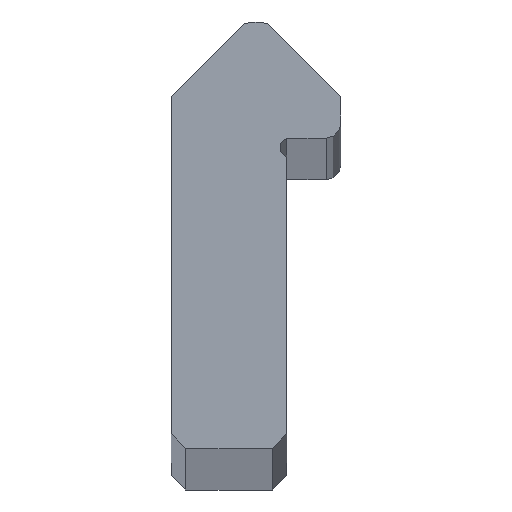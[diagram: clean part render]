
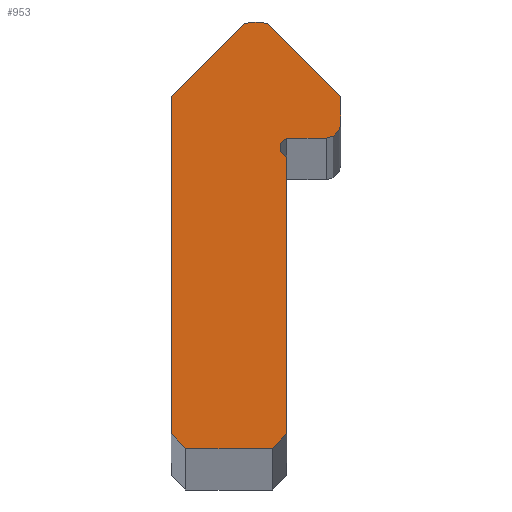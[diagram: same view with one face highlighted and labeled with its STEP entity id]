
A CAD part, top view. The second image highlights one B-rep face of the part: STEP entity #953.
In plain terms, the highlighted planar face has unit normal (0, 0, 1).
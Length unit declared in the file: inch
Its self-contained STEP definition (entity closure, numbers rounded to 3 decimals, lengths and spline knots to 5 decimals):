
#3 = DIRECTION ( 'NONE',  ( 0.707, 0.707, 0. ) ) ;
#8 = DIRECTION ( 'NONE',  ( -1., 0., 0. ) ) ;
#10 = CARTESIAN_POINT ( 'NONE',  ( 0.02475, -0.02475, 0. ) ) ;
#63 = VECTOR ( 'NONE', #305, 39.37008 ) ;
#75 = VERTEX_POINT ( 'NONE', #650 ) ;
#141 = ORIENTED_EDGE ( 'NONE', *, *, #201, .T. ) ;
#162 = CARTESIAN_POINT ( 'NONE',  ( 0., -0.08485, 0. ) ) ;
#171 = LINE ( 'NONE', #2073, #2093 ) ;
#201 = EDGE_CURVE ( 'NONE', #1066, #1591, #1433, .T. ) ;
#221 = CARTESIAN_POINT ( 'NONE',  ( -0.1709, -0.1709, 0. ) ) ;
#305 = DIRECTION ( 'NONE',  ( -0.707, 0.707, 0. ) ) ;
#314 = CIRCLE ( 'NONE', #1472, 0.065 ) ;
#334 = VERTEX_POINT ( 'NONE', #524 ) ;
#353 = VERTEX_POINT ( 'NONE', #1402 ) ;
#377 = ORIENTED_EDGE ( 'NONE', *, *, #652, .T. ) ;
#381 = VERTEX_POINT ( 'NONE', #10 ) ;
#384 = CARTESIAN_POINT ( 'NONE',  ( -0.1709, -0.1709, 0. ) ) ;
#401 = EDGE_CURVE ( 'NONE', #353, #2239, #1870, .T. ) ;
#404 = EDGE_CURVE ( 'NONE', #514, #75, #1745, .T. ) ;
#425 = CARTESIAN_POINT ( 'NONE',  ( 0.0625, -0.85193, 0. ) ) ;
#443 = CARTESIAN_POINT ( 'NONE',  ( 0.1415, -0.17686, 0. ) ) ;
#514 = VERTEX_POINT ( 'NONE', #1823 ) ;
#524 = CARTESIAN_POINT ( 'NONE',  ( -0.1715, -0.85193, 0. ) ) ;
#538 = VECTOR ( 'NONE', #1888, 39.37008 ) ;
#541 = VECTOR ( 'NONE', #3, 39.37008 ) ;
#543 = LINE ( 'NONE', #1552, #614 ) ;
#544 = ORIENTED_EDGE ( 'NONE', *, *, #2430, .T. ) ;
#587 = CARTESIAN_POINT ( 'NONE',  ( 0.1415, -0.25493, 0. ) ) ;
#614 = VECTOR ( 'NONE', #1580, 39.37008 ) ;
#643 = VERTEX_POINT ( 'NONE', #587 ) ;
#650 = CARTESIAN_POINT ( 'NONE',  ( 0.1709, -0.1709, 0. ) ) ;
#652 = EDGE_CURVE ( 'NONE', #1591, #643, #1173, .T. ) ;
#700 = CARTESIAN_POINT ( 'NONE',  ( -0.1415, -0.88193, 0. ) ) ;
#715 = AXIS2_PLACEMENT_3D ( 'NONE', #443, #814, #2442 ) ;
#726 = ORIENTED_EDGE ( 'NONE', *, *, #404, .T. ) ;
#746 = VERTEX_POINT ( 'NONE', #2138 ) ;
#776 = DIRECTION ( 'NONE',  ( 1., 0., 0. ) ) ;
#788 = ORIENTED_EDGE ( 'NONE', *, *, #2438, .T. ) ;
#803 = ORIENTED_EDGE ( 'NONE', *, *, #1487, .T. ) ;
#804 = CARTESIAN_POINT ( 'NONE',  ( 0.0675, -0.27429, 0. ) ) ;
#814 = DIRECTION ( 'NONE',  ( 0., 0., 1. ) ) ;
#877 = DIRECTION ( 'NONE',  ( 0.707, -0.707, 0. ) ) ;
#953 = ADVANCED_FACE ( 'NONE', ( #1021 ), #959, .F. ) ;
#959 = PLANE ( 'NONE',  #2370 ) ;
#984 = CARTESIAN_POINT ( 'NONE',  ( 0.0625, -0.85193, 0. ) ) ;
#1009 = ORIENTED_EDGE ( 'NONE', *, *, #1983, .T. ) ;
#1016 = DIRECTION ( 'NONE',  ( 1., 0., 0. ) ) ;
#1021 = FACE_OUTER_BOUND ( 'NONE', #1624, .T. ) ;
#1045 = LINE ( 'NONE', #984, #541 ) ;
#1066 = VERTEX_POINT ( 'NONE', #2306 ) ;
#1069 = CARTESIAN_POINT ( 'NONE',  ( 0.0625, -0.25493, 0. ) ) ;
#1074 = DIRECTION ( 'NONE',  ( 0., 0., 1. ) ) ;
#1105 = DIRECTION ( 'NONE',  ( -1., 0., 0. ) ) ;
#1120 = EDGE_CURVE ( 'NONE', #1346, #334, #543, .T. ) ;
#1173 = LINE ( 'NONE', #2604, #2347 ) ;
#1206 = ORIENTED_EDGE ( 'NONE', *, *, #401, .T. ) ;
#1223 = CARTESIAN_POINT ( 'NONE',  ( 0.1715, -0.22493, 0. ) ) ;
#1274 = EDGE_CURVE ( 'NONE', #643, #2189, #2492, .T. ) ;
#1303 = CARTESIAN_POINT ( 'NONE',  ( -0.1415, -0.17686, 0. ) ) ;
#1326 = DIRECTION ( 'NONE',  ( 0., 1., 0. ) ) ;
#1346 = VERTEX_POINT ( 'NONE', #2303 ) ;
#1352 = AXIS2_PLACEMENT_3D ( 'NONE', #1303, #1074, #1105 ) ;
#1402 = CARTESIAN_POINT ( 'NONE',  ( -0.02475, -0.02475, 0. ) ) ;
#1423 = ORIENTED_EDGE ( 'NONE', *, *, #1120, .T. ) ;
#1433 = CIRCLE ( 'NONE', #1607, 0.02 ) ;
#1449 = CARTESIAN_POINT ( 'NONE',  ( 0.0625, -0.29366, 0. ) ) ;
#1472 = AXIS2_PLACEMENT_3D ( 'NONE', #162, #1804, #2404 ) ;
#1485 = ORIENTED_EDGE ( 'NONE', *, *, #1708, .T. ) ;
#1487 = EDGE_CURVE ( 'NONE', #381, #353, #314, .T. ) ;
#1551 = CARTESIAN_POINT ( 'NONE',  ( 0.0325, -0.88193, 0. ) ) ;
#1552 = CARTESIAN_POINT ( 'NONE',  ( -0.1715, -0.85193, 0. ) ) ;
#1580 = DIRECTION ( 'NONE',  ( 0., -1., 0. ) ) ;
#1591 = VERTEX_POINT ( 'NONE', #1069 ) ;
#1607 = AXIS2_PLACEMENT_3D ( 'NONE', #804, #1685, #2043 ) ;
#1624 = EDGE_LOOP ( 'NONE', ( #1900, #1423, #2009, #544, #788, #2158, #141, #377, #1629, #1009, #726, #1485, #803, #1206 ) ) ;
#1629 = ORIENTED_EDGE ( 'NONE', *, *, #1274, .T. ) ;
#1668 = CARTESIAN_POINT ( 'NONE',  ( -0.1415, -0.17686, 0. ) ) ;
#1685 = DIRECTION ( 'NONE',  ( 0., 0., -1. ) ) ;
#1701 = LINE ( 'NONE', #700, #2174 ) ;
#1708 = EDGE_CURVE ( 'NONE', #75, #381, #2576, .T. ) ;
#1731 = CARTESIAN_POINT ( 'NONE',  ( 0.1715, -0.17686, 0. ) ) ;
#1745 = CIRCLE ( 'NONE', #715, 0.03 ) ;
#1790 = DIRECTION ( 'NONE',  ( 0., 0., -1. ) ) ;
#1804 = DIRECTION ( 'NONE',  ( 0., 0., 1. ) ) ;
#1806 = CARTESIAN_POINT ( 'NONE',  ( 0.1415, -0.22493, 0. ) ) ;
#1823 = CARTESIAN_POINT ( 'NONE',  ( 0.1715, -0.17686, 0. ) ) ;
#1840 = LINE ( 'NONE', #1449, #538 ) ;
#1870 = LINE ( 'NONE', #384, #1878 ) ;
#1871 = EDGE_CURVE ( 'NONE', #2443, #1066, #1840, .T. ) ;
#1878 = VECTOR ( 'NONE', #2085, 39.37008 ) ;
#1888 = DIRECTION ( 'NONE',  ( 0., 1., 0. ) ) ;
#1900 = ORIENTED_EDGE ( 'NONE', *, *, #2310, .T. ) ;
#1948 = LINE ( 'NONE', #1731, #2253 ) ;
#1983 = EDGE_CURVE ( 'NONE', #2189, #514, #1948, .T. ) ;
#1993 = AXIS2_PLACEMENT_3D ( 'NONE', #1806, #2416, #2032 ) ;
#2009 = ORIENTED_EDGE ( 'NONE', *, *, #2572, .T. ) ;
#2032 = DIRECTION ( 'NONE',  ( -1., 0., 0. ) ) ;
#2043 = DIRECTION ( 'NONE',  ( -1., 0., 0. ) ) ;
#2073 = CARTESIAN_POINT ( 'NONE',  ( 0.0325, -0.88193, 0. ) ) ;
#2085 = DIRECTION ( 'NONE',  ( -0.707, -0.707, 0. ) ) ;
#2093 = VECTOR ( 'NONE', #1016, 39.37008 ) ;
#2138 = CARTESIAN_POINT ( 'NONE',  ( -0.1415, -0.88193, 0. ) ) ;
#2147 = CARTESIAN_POINT ( 'NONE',  ( 0.02475, -0.02475, 0. ) ) ;
#2158 = ORIENTED_EDGE ( 'NONE', *, *, #1871, .T. ) ;
#2174 = VECTOR ( 'NONE', #877, 39.37008 ) ;
#2189 = VERTEX_POINT ( 'NONE', #1223 ) ;
#2239 = VERTEX_POINT ( 'NONE', #221 ) ;
#2253 = VECTOR ( 'NONE', #1326, 39.37008 ) ;
#2303 = CARTESIAN_POINT ( 'NONE',  ( -0.1715, -0.17686, 0. ) ) ;
#2306 = CARTESIAN_POINT ( 'NONE',  ( 0.0625, -0.29366, 0. ) ) ;
#2310 = EDGE_CURVE ( 'NONE', #2239, #1346, #2503, .T. ) ;
#2347 = VECTOR ( 'NONE', #776, 39.37008 ) ;
#2370 = AXIS2_PLACEMENT_3D ( 'NONE', #1668, #1790, #8 ) ;
#2404 = DIRECTION ( 'NONE',  ( -1., 0., 0. ) ) ;
#2412 = VERTEX_POINT ( 'NONE', #1551 ) ;
#2416 = DIRECTION ( 'NONE',  ( 0., 0., 1. ) ) ;
#2430 = EDGE_CURVE ( 'NONE', #746, #2412, #171, .T. ) ;
#2438 = EDGE_CURVE ( 'NONE', #2412, #2443, #1045, .T. ) ;
#2442 = DIRECTION ( 'NONE',  ( -1., 0., 0. ) ) ;
#2443 = VERTEX_POINT ( 'NONE', #425 ) ;
#2492 = CIRCLE ( 'NONE', #1993, 0.03 ) ;
#2503 = CIRCLE ( 'NONE', #1352, 0.03 ) ;
#2572 = EDGE_CURVE ( 'NONE', #334, #746, #1701, .T. ) ;
#2576 = LINE ( 'NONE', #2147, #63 ) ;
#2604 = CARTESIAN_POINT ( 'NONE',  ( 0.1415, -0.25493, 0. ) ) ;
